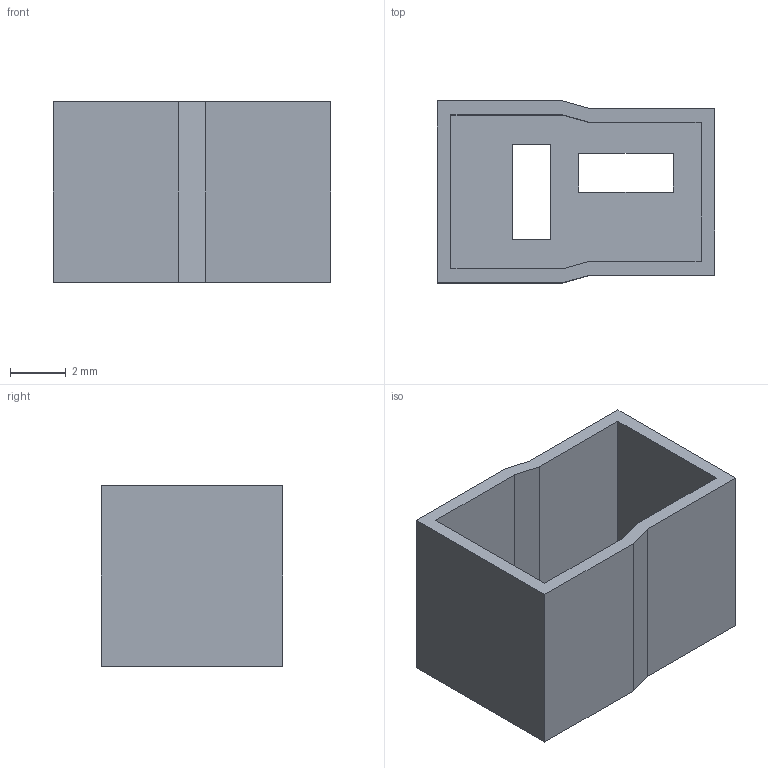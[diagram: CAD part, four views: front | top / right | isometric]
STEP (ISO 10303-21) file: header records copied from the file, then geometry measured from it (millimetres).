
FILE_DESCRIPTION(('FreeCAD Model'),'2;1');
FILE_NAME('Open CASCADE Shape Model','2025-11-26T19:16:43',(''),(''), 'Open CASCADE STEP processor 7.8','FreeCAD','Unknown');
FILE_SCHEMA(('AUTOMOTIVE_DESIGN { 1 0 10303 214 1 1 1 1 }'));
Length unit declared in the file: millimetre
Products named in the file (1): Schutzkappe 2
Bounding box: 10 x 6.55 x 6.5 mm (x, y, z)
Volume: 118.3 mm3; surface area: 499.9 mm2
Topology: 1 solids, 1 shells, 27 faces, 72 edges, 48 vertices
Faces by surface type: plane 27
Entity records: 856 total; most frequent: CARTESIAN_POINT 148, ORIENTED_EDGE 144, DIRECTION 128, EDGE_CURVE 72, LINE 72, VECTOR 72, VERTEX_POINT 48, FACE_BOUND 32
